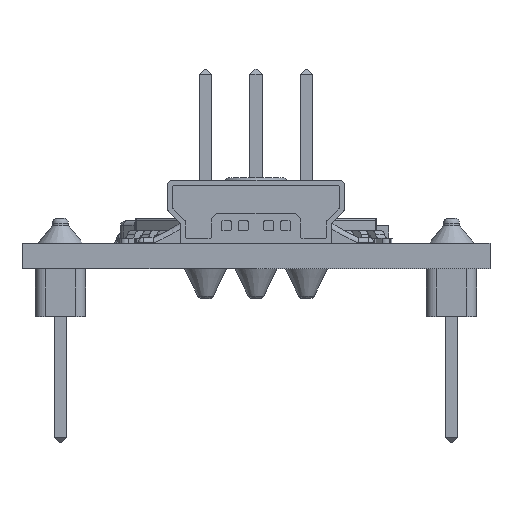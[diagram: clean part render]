
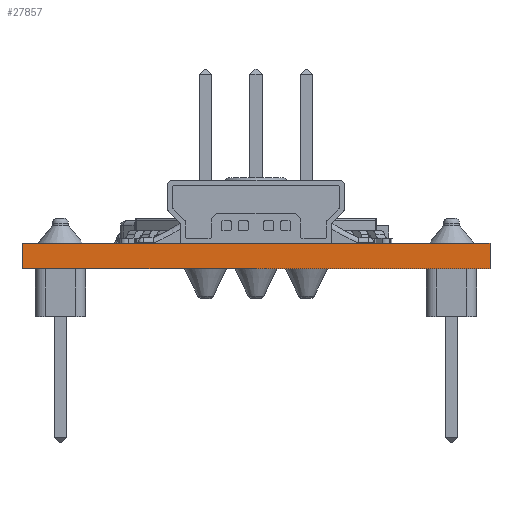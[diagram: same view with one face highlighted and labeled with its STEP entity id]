
A CAD part, front view. The second image highlights one B-rep face of the part: STEP entity #27857.
In plain terms, the highlighted planar face has unit normal (0, -1, 0).
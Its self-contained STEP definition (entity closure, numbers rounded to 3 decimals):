
#1591=PLANE('',#30487);
#2573=LINE('',#41217,#5220);
#2593=LINE('',#41273,#5240);
#4171=LINE('',#46068,#6818);
#4237=LINE('',#47318,#6884);
#4238=LINE('',#47321,#6885);
#4239=LINE('',#47322,#6886);
#5220=VECTOR('',#33195,10.);
#5240=VECTOR('',#33231,10.);
#6818=VECTOR('',#37785,10.);
#6884=VECTOR('',#38349,10.);
#6885=VECTOR('',#38352,10.);
#6886=VECTOR('',#38353,10.);
#8401=FACE_OUTER_BOUND('',#10037,.T.);
#10037=EDGE_LOOP('',(#24996,#24997,#24998,#24999,#25000,#25001));
#12082=VERTEX_POINT('',#41214);
#12083=VERTEX_POINT('',#41216);
#12110=VERTEX_POINT('',#41270);
#12111=VERTEX_POINT('',#41272);
#13679=VERTEX_POINT('',#47316);
#13680=VERTEX_POINT('',#47320);
#15007=EDGE_CURVE('',#12082,#12083,#2573,.T.);
#15035=EDGE_CURVE('',#12110,#12111,#2593,.T.);
#17298=EDGE_CURVE('',#12083,#12110,#4171,.T.);
#17518=EDGE_CURVE('',#13679,#12111,#4237,.T.);
#17519=EDGE_CURVE('',#13679,#13680,#4238,.T.);
#17520=EDGE_CURVE('',#13680,#12082,#4239,.T.);
#24996=ORIENTED_EDGE('',*,*,#17519,.F.);
#24997=ORIENTED_EDGE('',*,*,#17518,.T.);
#24998=ORIENTED_EDGE('',*,*,#15035,.F.);
#24999=ORIENTED_EDGE('',*,*,#17298,.F.);
#25000=ORIENTED_EDGE('',*,*,#15007,.F.);
#25001=ORIENTED_EDGE('',*,*,#17520,.F.);
#27857=ADVANCED_FACE('',(#8401),#1591,.T.);
#30487=AXIS2_PLACEMENT_3D('',#47319,#38350,#38351);
#33195=DIRECTION('',(1.,0.,0.));
#33231=DIRECTION('',(1.,0.,0.));
#37785=DIRECTION('',(1.,0.,0.));
#38349=DIRECTION('',(0.,0.,1.));
#38350=DIRECTION('center_axis',(0.,-1.,0.));
#38351=DIRECTION('ref_axis',(1.,0.,0.));
#38352=DIRECTION('',(-1.,0.,0.));
#38353=DIRECTION('',(0.,0.,1.));
#41214=CARTESIAN_POINT('',(0.,-43.18,1.));
#41216=CARTESIAN_POINT('',(6.271,-43.18,1.));
#41217=CARTESIAN_POINT('',(18.542,-43.18,1.));
#41270=CARTESIAN_POINT('',(12.271,-43.18,1.));
#41272=CARTESIAN_POINT('',(18.542,-43.18,1.));
#41273=CARTESIAN_POINT('',(18.542,-43.18,1.));
#46068=CARTESIAN_POINT('',(18.542,-43.18,1.));
#47316=CARTESIAN_POINT('',(18.542,-43.18,0.));
#47318=CARTESIAN_POINT('',(18.542,-43.18,0.));
#47319=CARTESIAN_POINT('Origin',(0.,-43.18,0.));
#47320=CARTESIAN_POINT('',(0.,-43.18,0.));
#47321=CARTESIAN_POINT('',(18.542,-43.18,0.));
#47322=CARTESIAN_POINT('',(0.,-43.18,0.));
